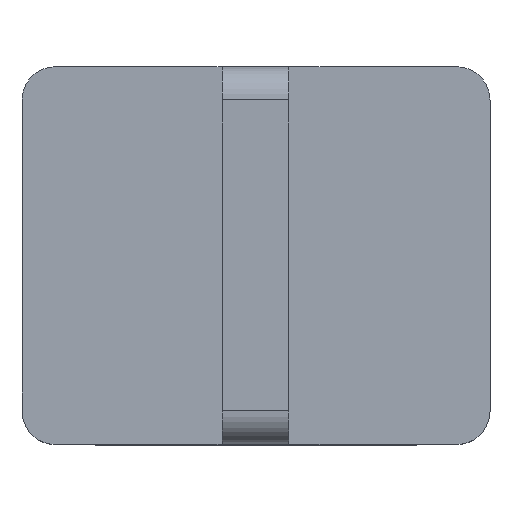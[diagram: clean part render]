
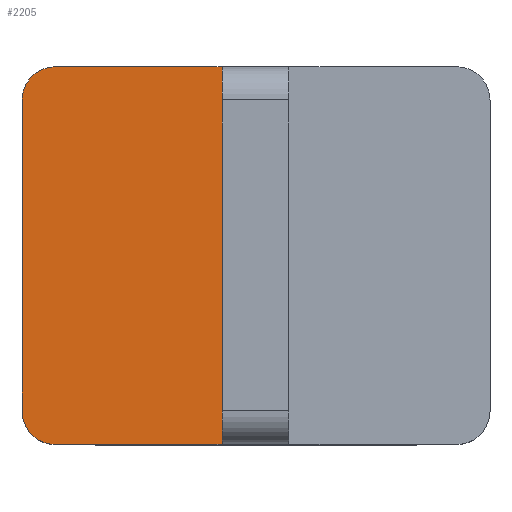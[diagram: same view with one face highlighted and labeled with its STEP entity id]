
A CAD part, top view. The second image highlights one B-rep face of the part: STEP entity #2205.
In plain terms, the highlighted planar face has unit normal (0, 0, 1).
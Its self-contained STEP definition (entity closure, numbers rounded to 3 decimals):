
#169=FACE_OUTER_BOUND('',#273,.T.);
#273=EDGE_LOOP('',(#1446,#1447,#1448,#1449,#1450,#1451));
#384=CIRCLE('',#2330,3.);
#385=CIRCLE('',#2331,3.);
#477=LINE('',#3256,#675);
#478=LINE('',#3258,#676);
#479=LINE('',#3262,#677);
#480=LINE('',#3265,#678);
#675=VECTOR('',#2574,10.);
#676=VECTOR('',#2575,10.);
#677=VECTOR('',#2578,10.);
#678=VECTOR('',#2581,10.);
#873=VERTEX_POINT('',#3254);
#874=VERTEX_POINT('',#3255);
#875=VERTEX_POINT('',#3257);
#876=VERTEX_POINT('',#3259);
#877=VERTEX_POINT('',#3261);
#878=VERTEX_POINT('',#3263);
#1100=EDGE_CURVE('',#873,#874,#477,.T.);
#1101=EDGE_CURVE('',#873,#875,#478,.T.);
#1102=EDGE_CURVE('',#875,#876,#384,.T.);
#1103=EDGE_CURVE('',#876,#877,#479,.T.);
#1104=EDGE_CURVE('',#877,#878,#385,.T.);
#1105=EDGE_CURVE('',#878,#874,#480,.T.);
#1446=ORIENTED_EDGE('',*,*,#1100,.F.);
#1447=ORIENTED_EDGE('',*,*,#1101,.T.);
#1448=ORIENTED_EDGE('',*,*,#1102,.T.);
#1449=ORIENTED_EDGE('',*,*,#1103,.T.);
#1450=ORIENTED_EDGE('',*,*,#1104,.T.);
#1451=ORIENTED_EDGE('',*,*,#1105,.T.);
#2138=PLANE('',#2329);
#2205=ADVANCED_FACE('',(#169),#2138,.T.);
#2329=AXIS2_PLACEMENT_3D('',#3253,#2572,#2573);
#2330=AXIS2_PLACEMENT_3D('',#3260,#2576,#2577);
#2331=AXIS2_PLACEMENT_3D('',#3264,#2579,#2580);
#2572=DIRECTION('center_axis',(0.,0.,1.));
#2573=DIRECTION('ref_axis',(1.,0.,0.));
#2574=DIRECTION('',(0.,-1.,0.));
#2575=DIRECTION('',(-1.,0.,0.));
#2576=DIRECTION('center_axis',(0.,0.,1.));
#2577=DIRECTION('ref_axis',(0.,1.,0.));
#2578=DIRECTION('',(0.,-1.,0.));
#2579=DIRECTION('center_axis',(0.,0.,1.));
#2580=DIRECTION('ref_axis',(-1.,0.,0.));
#2581=DIRECTION('',(1.,0.,0.));
#3253=CARTESIAN_POINT('Origin',(12.404,-63.789,27.));
#3254=CARTESIAN_POINT('',(9.354,-46.839,27.));
#3255=CARTESIAN_POINT('',(9.354,-80.739,27.));
#3256=CARTESIAN_POINT('',(9.354,-63.789,27.));
#3257=CARTESIAN_POINT('',(-5.596,-46.839,27.));
#3258=CARTESIAN_POINT('',(30.404,-46.839,27.));
#3259=CARTESIAN_POINT('',(-8.596,-49.839,27.));
#3260=CARTESIAN_POINT('Origin',(-5.596,-49.839,27.));
#3261=CARTESIAN_POINT('',(-8.596,-77.739,27.));
#3262=CARTESIAN_POINT('',(-8.596,-49.839,27.));
#3263=CARTESIAN_POINT('',(-5.596,-80.739,27.));
#3264=CARTESIAN_POINT('Origin',(-5.596,-77.739,27.));
#3265=CARTESIAN_POINT('',(-5.596,-80.739,27.));
